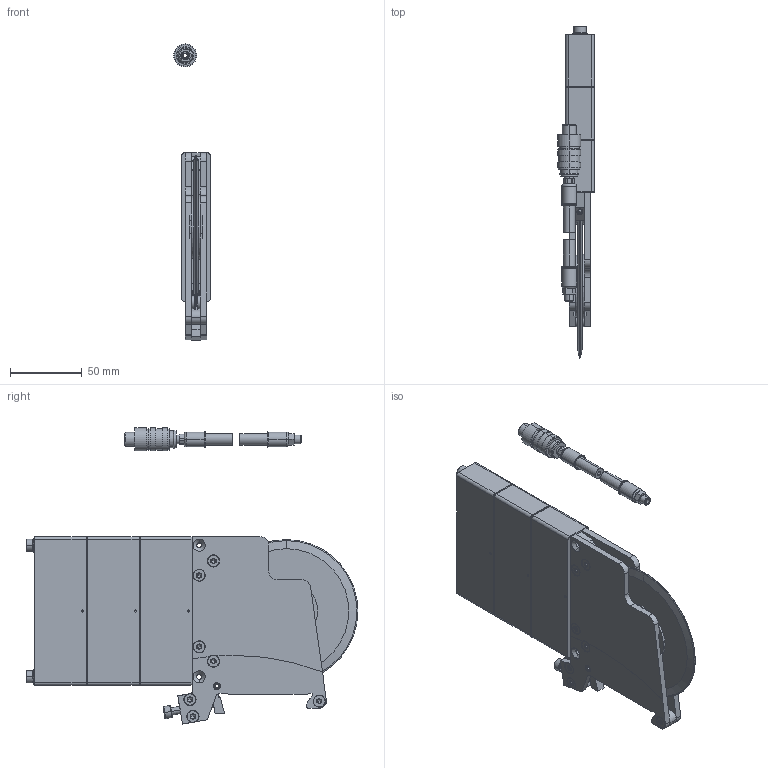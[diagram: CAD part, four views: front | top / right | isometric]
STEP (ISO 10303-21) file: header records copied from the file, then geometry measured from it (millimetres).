
FILE_DESCRIPTION (( 'STEP AP214' ), '1' );
FILE_NAME ('02393.STEP', '2022-06-22T17:29:10', ( '' ), ( '' ), 'SwSTEP 2.0', 'SolidWorks 2021', '' );
FILE_SCHEMA (( 'AUTOMOTIVE_DESIGN' ));
Length unit declared in the file: inch
Products named in the file (1): 02393
Bounding box: 25.5 x 231.99 x 207 mm (x, y, z)
Surface area: 99668.7 mm2 (no closed solid volume)
Topology: 0 solids, 50 shells, 587 faces, 1873 edges, 1330 vertices
Faces by surface type: cylinder 330, plane 169, cone 71, torus 16, bspline 1
Entity records: 28764 total; most frequent: CARTESIAN_POINT 4049, DIRECTION 4013, ORIENTED_EDGE 2966, EDGE_CURVE 1859, AXIS2_PLACEMENT_3D 1579, VERTEX_POINT 1330, CIRCLE 992, VECTOR 855
